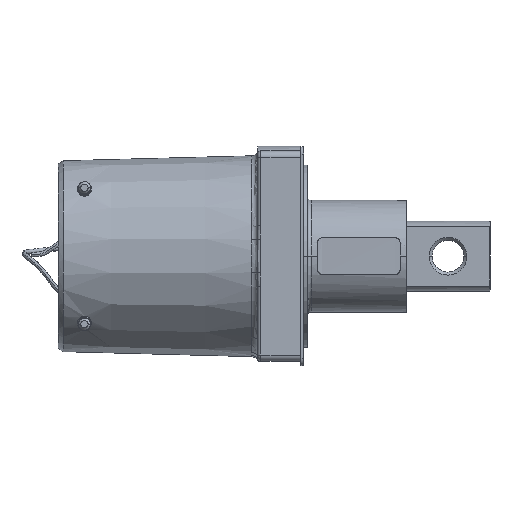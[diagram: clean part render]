
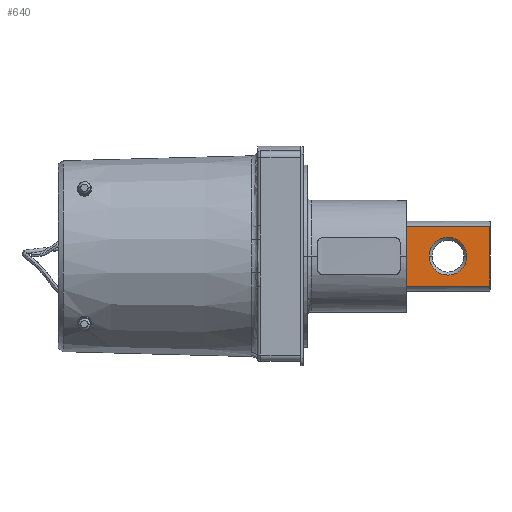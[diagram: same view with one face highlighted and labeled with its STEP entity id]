
A CAD part, top view. The second image highlights one B-rep face of the part: STEP entity #640.
In plain terms, the highlighted planar face has unit normal (0, 0, 1).
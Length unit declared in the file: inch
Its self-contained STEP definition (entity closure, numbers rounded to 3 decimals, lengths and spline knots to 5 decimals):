
#117 = CARTESIAN_POINT ( 'NONE',  ( 5.47382, 0.20449, 0.375 ) ) ;
#220 = CARTESIAN_POINT ( 'NONE',  ( 6.10734, 0.23783, 0.375 ) ) ;
#311 = CARTESIAN_POINT ( 'NONE',  ( 6.75497, 0.1949, 0.375 ) ) ;
#454 = VERTEX_POINT ( 'NONE', #18530 ) ;
#579 = CARTESIAN_POINT ( 'NONE',  ( 6.10734, -0.23783, 0.375 ) ) ;
#640 = ADVANCED_FACE ( 'NONE', ( #18081, #18267 ), #13895, .F. ) ;
#877 = B_SPLINE_CURVE_WITH_KNOTS ( 'NONE', 3,
 ( #4832, #6440, #14986, #2169 ),
 .UNSPECIFIED., .F., .F.,
 ( 4, 4 ),
 ( 0., 1. ),
 .UNSPECIFIED. ) ;
#1233 = CARTESIAN_POINT ( 'NONE',  ( 6.07548, 0.61346, 0.375 ) ) ;
#1605 = CARTESIAN_POINT ( 'NONE',  ( 5.47382, 0.61346, 0.375 ) ) ;
#1726 = CARTESIAN_POINT ( 'NONE',  ( 6.51811, 0.37693, 0.375 ) ) ;
#1814 = CARTESIAN_POINT ( 'NONE',  ( 6.31552, -0.37693, 0.375 ) ) ;
#1822 = CARTESIAN_POINT ( 'NONE',  ( 6.72629, 0.23783, 0.375 ) ) ;
#1905 = CARTESIAN_POINT ( 'NONE',  ( 6.80382, -0.05066, 0.375 ) ) ;
#2169 = CARTESIAN_POINT ( 'NONE',  ( 5.47382, -0.61346, 0.375 ) ) ;
#2381 = CARTESIAN_POINT ( 'NONE',  ( 7.27882, -0.20449, 0.375 ) ) ;
#2413 = B_SPLINE_CURVE_WITH_KNOTS ( 'NONE', 3,
 ( #1605, #1233, #17462, #15665 ),
 .UNSPECIFIED., .F., .F.,
 ( 4, 4 ),
 ( 0., 1. ),
 .UNSPECIFIED. ) ;
#3142 = CARTESIAN_POINT ( 'NONE',  ( 6.65464, -0.30947, 0.375 ) ) ;
#3327 = CARTESIAN_POINT ( 'NONE',  ( 6.51811, -0.37693, 0.375 ) ) ;
#3353 = B_SPLINE_CURVE_WITH_KNOTS ( 'NONE', 3,
 ( #16822, #9592, #2381, #8067 ),
 .UNSPECIFIED., .F., .F.,
 ( 4, 4 ),
 ( 0., 1. ),
 .UNSPECIFIED. ) ;
#3456 = DIRECTION ( 'NONE',  ( 0., -1., 0. ) ) ;
#3524 = ORIENTED_EDGE ( 'NONE', *, *, #17030, .T. ) ;
#4275 = CARTESIAN_POINT ( 'NONE',  ( 6.80382, 0., 0.375 ) ) ;
#4390 = CARTESIAN_POINT ( 'NONE',  ( 5.47382, -0.61346, 0.375 ) ) ;
#4580 = CARTESIAN_POINT ( 'NONE',  ( 6.07866, -0.1949, 0.375 ) ) ;
#4676 = CARTESIAN_POINT ( 'NONE',  ( 6.02982, 0.05066, 0.375 ) ) ;
#4832 = CARTESIAN_POINT ( 'NONE',  ( 7.27882, -0.61346, 0.375 ) ) ;
#4842 = VERTEX_POINT ( 'NONE', #16824 ) ;
#4887 = ORIENTED_EDGE ( 'NONE', *, *, #12033, .F. ) ;
#5187 = CARTESIAN_POINT ( 'NONE',  ( 7.27882, -0.61346, 0.375 ) ) ;
#5234 = ORIENTED_EDGE ( 'NONE', *, *, #6570, .F. ) ;
#5996 = CARTESIAN_POINT ( 'NONE',  ( 6.03989, 0.1013, 0.375 ) ) ;
#6094 = CARTESIAN_POINT ( 'NONE',  ( 6.65464, 0.30947, 0.375 ) ) ;
#6137 = B_SPLINE_CURVE_WITH_KNOTS ( 'NONE', 3,
 ( #16061, #7408, #13577, #4580, #579, #10540, #16436, #1814, #11972, #14815, #3327, #7588, #3142, #13391, #17858, #16155, #1905, #14728 ),
 .UNSPECIFIED., .F., .F.,
 ( 4, 2, 2, 2, 2, 2, 2, 2, 4 ),
 ( 0., 0.125, 0.25, 0.375, 0.5, 0.625, 0.75, 0.875, 1. ),
 .UNSPECIFIED. ) ;
#6188 = CARTESIAN_POINT ( 'NONE',  ( 6.36616, 0.387, 0.375 ) ) ;
#6440 = CARTESIAN_POINT ( 'NONE',  ( 6.67715, -0.61346, 0.375 ) ) ;
#6570 = EDGE_CURVE ( 'NONE', #4842, #9618, #6137, .T. ) ;
#7408 = CARTESIAN_POINT ( 'NONE',  ( 6.02982, -0.05066, 0.375 ) ) ;
#7495 = CARTESIAN_POINT ( 'NONE',  ( 5.47382, -0.20449, 0.375 ) ) ;
#7588 = CARTESIAN_POINT ( 'NONE',  ( 6.61172, -0.33816, 0.375 ) ) ;
#8067 = CARTESIAN_POINT ( 'NONE',  ( 7.27882, -0.61346, 0.375 ) ) ;
#8447 = VERTEX_POINT ( 'NONE', #18178 ) ;
#9026 = CARTESIAN_POINT ( 'NONE',  ( 6.80382, 0.05066, 0.375 ) ) ;
#9481 = ORIENTED_EDGE ( 'NONE', *, *, #11826, .F. ) ;
#9592 = CARTESIAN_POINT ( 'NONE',  ( 7.27882, 0.20449, 0.375 ) ) ;
#9618 = VERTEX_POINT ( 'NONE', #4275 ) ;
#9655 = B_SPLINE_CURVE_WITH_KNOTS ( 'NONE', 3,
 ( #17484, #117, #7495, #4390 ),
 .UNSPECIFIED., .F., .F.,
 ( 4, 4 ),
 ( 0., 1. ),
 .UNSPECIFIED. ) ;
#10269 = CARTESIAN_POINT ( 'NONE',  ( 6.22191, 0.33816, 0.375 ) ) ;
#10378 = B_SPLINE_CURVE_WITH_KNOTS ( 'NONE', 3,
 ( #17865, #9026, #13489, #311, #1822, #6094, #13398, #1726, #13120, #6188, #12069, #10269, #11979, #220, #17769, #5996, #4676, #10644 ),
 .UNSPECIFIED., .F., .F.,
 ( 4, 2, 2, 2, 2, 2, 2, 2, 4 ),
 ( 0., 0.125, 0.25, 0.375, 0.5, 0.625, 0.75, 0.875, 1. ),
 .UNSPECIFIED. ) ;
#10540 = CARTESIAN_POINT ( 'NONE',  ( 6.17899, -0.30947, 0.375 ) ) ;
#10644 = CARTESIAN_POINT ( 'NONE',  ( 6.02982, 0., 0.375 ) ) ;
#10854 = CARTESIAN_POINT ( 'NONE',  ( 5.47382, -0.61346, 0.375 ) ) ;
#11648 = EDGE_CURVE ( 'NONE', #9618, #4842, #10378, .T. ) ;
#11782 = AXIS2_PLACEMENT_3D ( 'NONE', #13803, #15039, #3456 ) ;
#11826 = EDGE_CURVE ( 'NONE', #454, #12331, #3353, .T. ) ;
#11972 = CARTESIAN_POINT ( 'NONE',  ( 6.36616, -0.387, 0.375 ) ) ;
#11979 = CARTESIAN_POINT ( 'NONE',  ( 6.17899, 0.30947, 0.375 ) ) ;
#12033 = EDGE_CURVE ( 'NONE', #12331, #14921, #877, .T. ) ;
#12069 = CARTESIAN_POINT ( 'NONE',  ( 6.31552, 0.37693, 0.375 ) ) ;
#12237 = EDGE_LOOP ( 'NONE', ( #4887, #9481, #12492, #3524 ) ) ;
#12331 = VERTEX_POINT ( 'NONE', #5187 ) ;
#12492 = ORIENTED_EDGE ( 'NONE', *, *, #13033, .F. ) ;
#13033 = EDGE_CURVE ( 'NONE', #8447, #454, #2413, .T. ) ;
#13120 = CARTESIAN_POINT ( 'NONE',  ( 6.46747, 0.387, 0.375 ) ) ;
#13391 = CARTESIAN_POINT ( 'NONE',  ( 6.72629, -0.23783, 0.375 ) ) ;
#13398 = CARTESIAN_POINT ( 'NONE',  ( 6.61172, 0.33816, 0.375 ) ) ;
#13489 = CARTESIAN_POINT ( 'NONE',  ( 6.79374, 0.1013, 0.375 ) ) ;
#13577 = CARTESIAN_POINT ( 'NONE',  ( 6.03989, -0.1013, 0.375 ) ) ;
#13803 = CARTESIAN_POINT ( 'NONE',  ( 5.47382, 0.64952, 0.375 ) ) ;
#13895 = PLANE ( 'NONE',  #11782 ) ;
#14728 = CARTESIAN_POINT ( 'NONE',  ( 6.80382, 0., 0.375 ) ) ;
#14815 = CARTESIAN_POINT ( 'NONE',  ( 6.46747, -0.387, 0.375 ) ) ;
#14921 = VERTEX_POINT ( 'NONE', #10854 ) ;
#14986 = CARTESIAN_POINT ( 'NONE',  ( 6.07548, -0.61346, 0.375 ) ) ;
#15039 = DIRECTION ( 'NONE',  ( 0., 0., -1. ) ) ;
#15665 = CARTESIAN_POINT ( 'NONE',  ( 7.27882, 0.61346, 0.375 ) ) ;
#15842 = EDGE_LOOP ( 'NONE', ( #5234, #18745 ) ) ;
#16061 = CARTESIAN_POINT ( 'NONE',  ( 6.02982, 0., 0.375 ) ) ;
#16155 = CARTESIAN_POINT ( 'NONE',  ( 6.79374, -0.1013, 0.375 ) ) ;
#16436 = CARTESIAN_POINT ( 'NONE',  ( 6.22191, -0.33816, 0.375 ) ) ;
#16822 = CARTESIAN_POINT ( 'NONE',  ( 7.27882, 0.61346, 0.375 ) ) ;
#16824 = CARTESIAN_POINT ( 'NONE',  ( 6.02982, 0., 0.375 ) ) ;
#17030 = EDGE_CURVE ( 'NONE', #8447, #14921, #9655, .T. ) ;
#17462 = CARTESIAN_POINT ( 'NONE',  ( 6.67715, 0.61346, 0.375 ) ) ;
#17484 = CARTESIAN_POINT ( 'NONE',  ( 5.47382, 0.61346, 0.375 ) ) ;
#17769 = CARTESIAN_POINT ( 'NONE',  ( 6.07866, 0.1949, 0.375 ) ) ;
#17858 = CARTESIAN_POINT ( 'NONE',  ( 6.75497, -0.1949, 0.375 ) ) ;
#17865 = CARTESIAN_POINT ( 'NONE',  ( 6.80382, 0., 0.375 ) ) ;
#18081 = FACE_OUTER_BOUND ( 'NONE', #12237, .T. ) ;
#18178 = CARTESIAN_POINT ( 'NONE',  ( 5.47382, 0.61346, 0.375 ) ) ;
#18267 = FACE_BOUND ( 'NONE', #15842, .T. ) ;
#18530 = CARTESIAN_POINT ( 'NONE',  ( 7.27882, 0.61346, 0.375 ) ) ;
#18745 = ORIENTED_EDGE ( 'NONE', *, *, #11648, .F. ) ;
